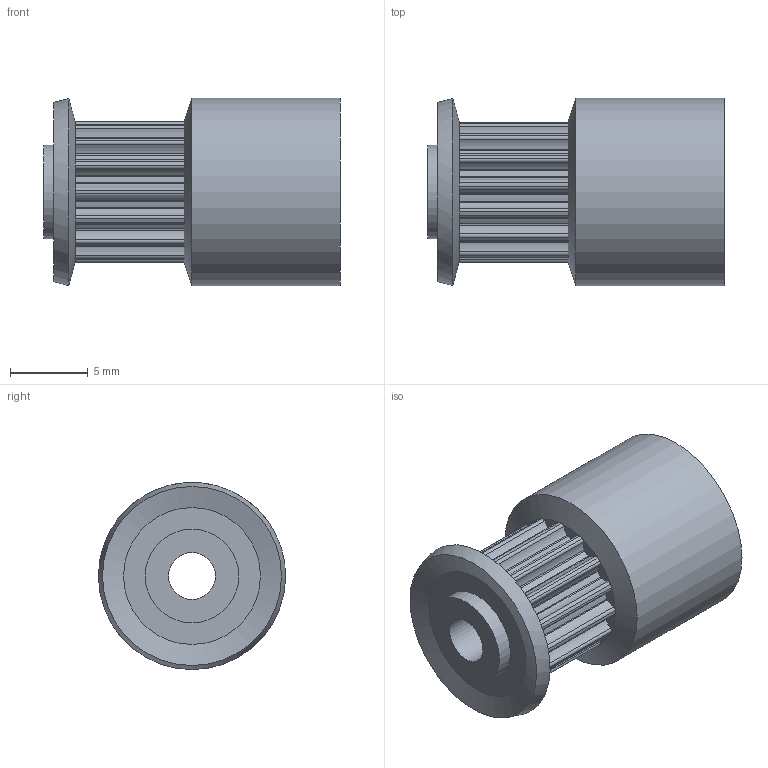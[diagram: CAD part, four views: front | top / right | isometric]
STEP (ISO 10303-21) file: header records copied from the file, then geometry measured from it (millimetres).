
FILE_DESCRIPTION( ( 'STEP AP203' ), '1' );
FILE_NAME( 'HTPA15S2M060-K-H3.stp', '2022-02-03T14:50:26', ( 'License CC BY-ND 4.0' ), ( 'CADENAS' ), ' ', 'PARTsolutions', ' ' );
FILE_SCHEMA( ( 'CONFIG_CONTROL_DESIGN' ) );
Length unit declared in the file: millimetre
Products named in the file (2): HTPA15S2M060-K-H3; _HTPA15S2M060-K-H3_a
Assembly tree (1 placements, depth 2):
  HTPA15S2M060-K-H3
    _HTPA15S2M060-K-H3_a
Bounding box: 19 x 12 x 12 mm (x, y, z)
Volume: 1490.6 mm3; surface area: 1197.5 mm2
Topology: 1 solids, 1 shells, 175 faces, 453 edges, 281 vertices
Faces by surface type: cylinder 123, plane 48, cone 4
Full cylindrical faces by diameter (mm): 3 x1, 6 x1, 12 x1
Entity records: 5497 total; most frequent: DIRECTION 1122, CARTESIAN_POINT 900, ORIENTED_EDGE 888, AXIS2_PLACEMENT_3D 501, EDGE_CURVE 444, CIRCLE 324, VERTEX_POINT 279, EDGE_LOOP 185
